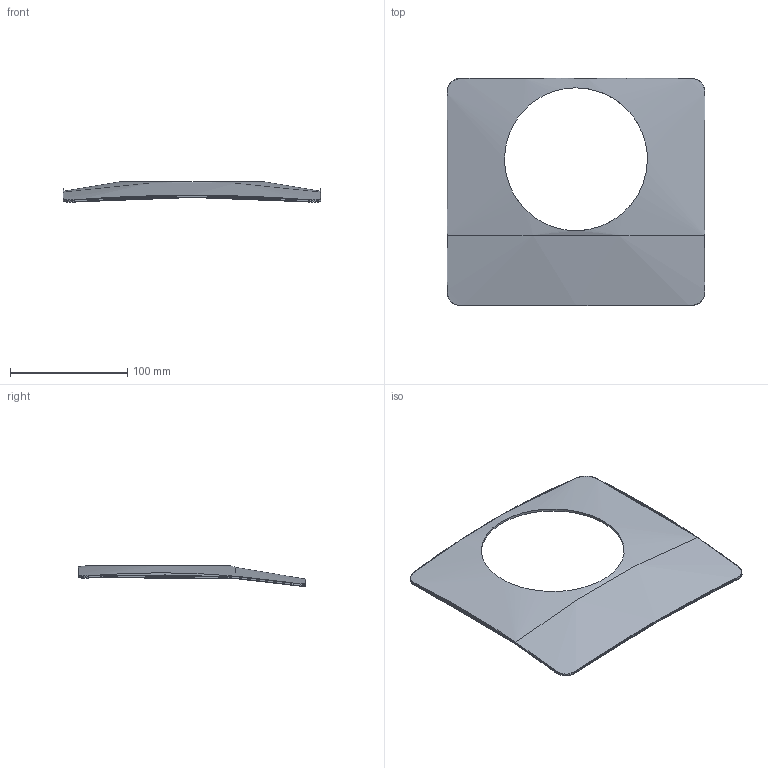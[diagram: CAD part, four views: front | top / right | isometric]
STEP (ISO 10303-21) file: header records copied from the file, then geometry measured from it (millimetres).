
FILE_DESCRIPTION (( 'STEP AP214' ), '1' );
FILE_NAME ('base_top.STEP', '2014-09-29T23:46:46', ( '' ), ( '' ), 'SwSTEP 2.0', 'SolidWorks 2014', '' );
FILE_SCHEMA (( 'AUTOMOTIVE_DESIGN' ));
Length unit declared in the file: millimetre
Products named in the file (1): base_top
Bounding box: 220 x 194 x 17.49 mm (x, y, z)
Volume: 62484.4 mm3; surface area: 64708.1 mm2
Topology: 1 solids, 1 shells, 40 faces, 96 edges, 57 vertices
Faces by surface type: bspline 36, plane 4
Entity records: 4963 total; most frequent: CARTESIAN_POINT 4091, ORIENTED_EDGE 190, EDGE_CURVE 95, B_SPLINE_CURVE_WITH_KNOTS 70, VERTEX_POINT 57, DIRECTION 51, EDGE_LOOP 42, ADVANCED_FACE 40
